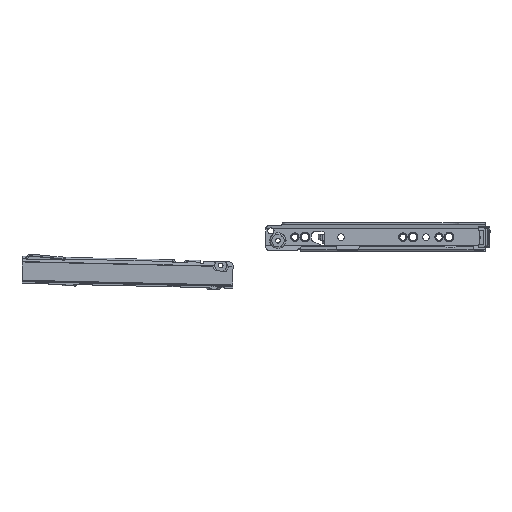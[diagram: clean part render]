
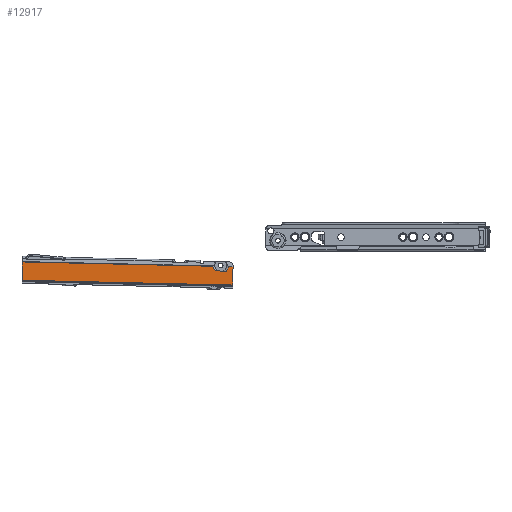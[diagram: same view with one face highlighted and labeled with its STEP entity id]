
A CAD part, top view. The second image highlights one B-rep face of the part: STEP entity #12917.
In plain terms, the highlighted planar face has unit normal (0, 0, 1).
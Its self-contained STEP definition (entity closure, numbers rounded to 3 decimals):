
#427 = DIRECTION ( 'NONE',  ( 0., 1., 0. ) ) ;
#451 = VECTOR ( 'NONE', #16301, 1000. ) ;
#779 = LINE ( 'NONE', #7023, #14272 ) ;
#1181 = LINE ( 'NONE', #11947, #8686 ) ;
#1430 = CIRCLE ( 'NONE', #5675, 6.983 ) ;
#1508 = VERTEX_POINT ( 'NONE', #16369 ) ;
#1795 = EDGE_CURVE ( 'NONE', #16895, #10982, #19200, .T. ) ;
#2515 = DIRECTION ( 'NONE',  ( 0., 1., 0. ) ) ;
#2626 = CARTESIAN_POINT ( 'NONE',  ( 0., 17.574, 0.171 ) ) ;
#3149 = EDGE_CURVE ( 'NONE', #11710, #11261, #1430, .T. ) ;
#3236 = DIRECTION ( 'NONE',  ( -1., 0., 0. ) ) ;
#3343 = CARTESIAN_POINT ( 'NONE',  ( 0., 17.574, 0.171 ) ) ;
#3862 = ORIENTED_EDGE ( 'NONE', *, *, #8801, .T. ) ;
#3951 = EDGE_LOOP ( 'NONE', ( #10875, #11306, #11140, #7859, #9743, #3862, #15120, #11294 ) ) ;
#4039 = PLANE ( 'NONE',  #19494 ) ;
#4439 = VERTEX_POINT ( 'NONE', #19705 ) ;
#4840 = CARTESIAN_POINT ( 'NONE',  ( 187., 1.3, 0.171 ) ) ;
#5181 = EDGE_CURVE ( 'NONE', #18308, #16895, #779, .T. ) ;
#5206 = EDGE_CURVE ( 'NONE', #9109, #1508, #1181, .T. ) ;
#5675 = AXIS2_PLACEMENT_3D ( 'NONE', #17958, #10043, #427 ) ;
#6910 = DIRECTION ( 'NONE',  ( 0., 0., -1. ) ) ;
#7023 = CARTESIAN_POINT ( 'NONE',  ( 187., 30.399, 0.171 ) ) ;
#7119 = DIRECTION ( 'NONE',  ( 0., 1., 0. ) ) ;
#7859 = ORIENTED_EDGE ( 'NONE', *, *, #11293, .T. ) ;
#8176 = EDGE_CURVE ( 'NONE', #4439, #10982, #16284, .T. ) ;
#8215 = CARTESIAN_POINT ( 'NONE',  ( 0., 17.574, 0.171 ) ) ;
#8686 = VECTOR ( 'NONE', #15136, 1000. ) ;
#8801 = EDGE_CURVE ( 'NONE', #1508, #18308, #16436, .T. ) ;
#9109 = VERTEX_POINT ( 'NONE', #2626 ) ;
#9274 = VECTOR ( 'NONE', #3236, 1000. ) ;
#9630 = DIRECTION ( 'NONE',  ( -1., 0., 0. ) ) ;
#9743 = ORIENTED_EDGE ( 'NONE', *, *, #5206, .T. ) ;
#10043 = DIRECTION ( 'NONE',  ( 0., 0., 1. ) ) ;
#10640 = CARTESIAN_POINT ( 'NONE',  ( 182.922, 17.574, 0.171 ) ) ;
#10716 = DIRECTION ( 'NONE',  ( 0., 0., 1. ) ) ;
#10820 = LINE ( 'NONE', #3343, #9274 ) ;
#10875 = ORIENTED_EDGE ( 'NONE', *, *, #8176, .F. ) ;
#10982 = VERTEX_POINT ( 'NONE', #10640 ) ;
#11120 = CARTESIAN_POINT ( 'NONE',  ( 176., 18.5, 0.171 ) ) ;
#11140 = ORIENTED_EDGE ( 'NONE', *, *, #3149, .F. ) ;
#11261 = VERTEX_POINT ( 'NONE', #11965 ) ;
#11293 = EDGE_CURVE ( 'NONE', #11710, #9109, #10820, .T. ) ;
#11294 = ORIENTED_EDGE ( 'NONE', *, *, #1795, .T. ) ;
#11306 = ORIENTED_EDGE ( 'NONE', *, *, #20078, .T. ) ;
#11379 = CARTESIAN_POINT ( 'NONE',  ( 180.875, 13.5, 0.171 ) ) ;
#11392 = VECTOR ( 'NONE', #19418, 1000. ) ;
#11710 = VERTEX_POINT ( 'NONE', #12826 ) ;
#11947 = CARTESIAN_POINT ( 'NONE',  ( 0., -12.601, 0.171 ) ) ;
#11965 = CARTESIAN_POINT ( 'NONE',  ( 171.125, 13.5, 0.171 ) ) ;
#12326 = LINE ( 'NONE', #11379, #451 ) ;
#12826 = CARTESIAN_POINT ( 'NONE',  ( 169.078, 17.574, 0.171 ) ) ;
#12917 = ADVANCED_FACE ( 'NONE', ( #13280 ), #4039, .F. ) ;
#13280 = FACE_OUTER_BOUND ( 'NONE', #3951, .T. ) ;
#13907 = DIRECTION ( 'NONE',  ( 0., 1., 0. ) ) ;
#14272 = VECTOR ( 'NONE', #2515, 1000. ) ;
#14318 = CARTESIAN_POINT ( 'NONE',  ( 187., 17.574, 0.171 ) ) ;
#15120 = ORIENTED_EDGE ( 'NONE', *, *, #5181, .T. ) ;
#15136 = DIRECTION ( 'NONE',  ( 0., -1., 0. ) ) ;
#16284 = CIRCLE ( 'NONE', #18248, 6.983 ) ;
#16301 = DIRECTION ( 'NONE',  ( -1., 0., 0. ) ) ;
#16337 = CARTESIAN_POINT ( 'NONE',  ( 0., 1.3, 0.171 ) ) ;
#16369 = CARTESIAN_POINT ( 'NONE',  ( 0., 1.3, 0.171 ) ) ;
#16436 = LINE ( 'NONE', #16337, #11392 ) ;
#16895 = VERTEX_POINT ( 'NONE', #14318 ) ;
#17795 = CARTESIAN_POINT ( 'NONE',  ( 0., -12.601, 0.171 ) ) ;
#17958 = CARTESIAN_POINT ( 'NONE',  ( 176., 18.5, 0.171 ) ) ;
#18248 = AXIS2_PLACEMENT_3D ( 'NONE', #11120, #10716, #13907 ) ;
#18308 = VERTEX_POINT ( 'NONE', #4840 ) ;
#18738 = VECTOR ( 'NONE', #9630, 1000. ) ;
#19200 = LINE ( 'NONE', #8215, #18738 ) ;
#19418 = DIRECTION ( 'NONE',  ( 1., 0., 0. ) ) ;
#19494 = AXIS2_PLACEMENT_3D ( 'NONE', #17795, #6910, #7119 ) ;
#19705 = CARTESIAN_POINT ( 'NONE',  ( 180.875, 13.5, 0.171 ) ) ;
#20078 = EDGE_CURVE ( 'NONE', #4439, #11261, #12326, .T. ) ;
